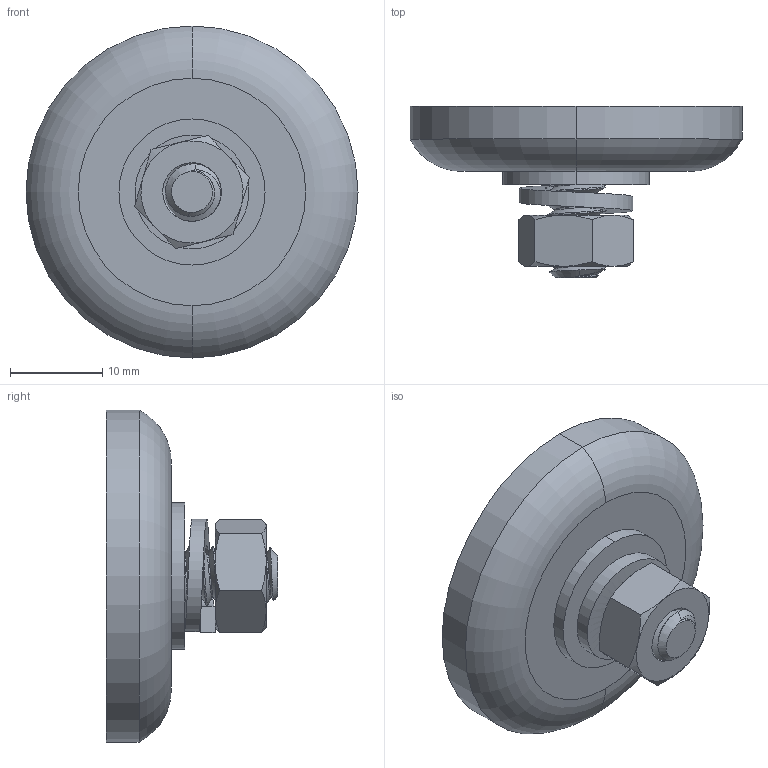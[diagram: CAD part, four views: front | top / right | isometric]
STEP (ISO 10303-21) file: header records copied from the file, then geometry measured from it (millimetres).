
FILE_DESCRIPTION (( 'STEP AP203' ), '1' );
FILE_NAME ('MAG4TM KIT.STEP', '2022-11-30T15:46:22', ( '' ), ( '' ), 'SwSTEP 2.0', 'SolidWorks 2021', '' );
FILE_SCHEMA (( 'CONFIG_CONTROL_DESIGN' ));
Length unit declared in the file: millimetre
Products named in the file (9): MAGNET 100Lb.; MAGNET CUP  1.42dia; Seal; 14 Flat Washer_14 Flat Washer; MAG4TM KIT; MAG4TM; 14 Split Lock Washer_14-4 SS Split Lock Washer; FHS-0420-10_FHS-0420-10; .25-20 18-8 Stainless Steel Finished Hex Nut_.25-20 SS HEX NUT
Assembly tree (8 placements, depth 3):
  MAG4TM KIT
    MAG4TM
      MAGNET CUP  1.42dia
      MAGNET 100Lb.
      FHS-0420-10_FHS-0420-10
      Seal
    14 Flat Washer_14 Flat Washer
    14 Split Lock Washer_14-4 SS Split Lock Washer
    .25-20 18-8 Stainless Steel Finished Hex Nut_.25-20 SS HEX NUT
Bounding box: 36.07 x 18.62 x 36.07 mm (x, y, z)
Volume: 7528 mm3; surface area: 6911.3 mm2
Topology: 7 solids, 7 shells, 183 faces, 464 edges, 297 vertices
Faces by surface type: plane 82, cylinder 46, cone 31, torus 14, bspline 10
Entity records: 9128 total; most frequent: CARTESIAN_POINT 4025, ORIENTED_EDGE 928, DIRECTION 815, EDGE_CURVE 464, AXIS2_PLACEMENT_3D 308, VERTEX_POINT 297, LINE 199, VECTOR 199
